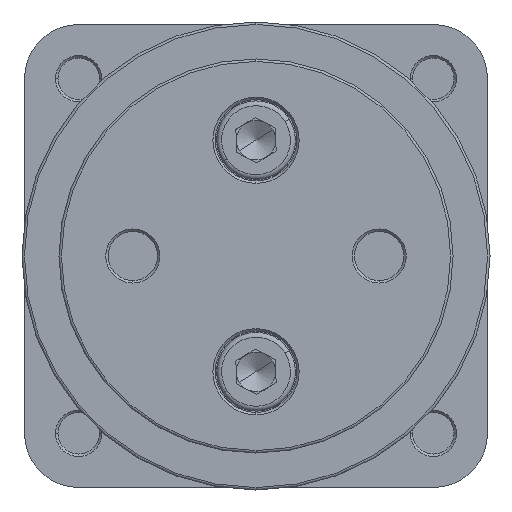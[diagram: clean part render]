
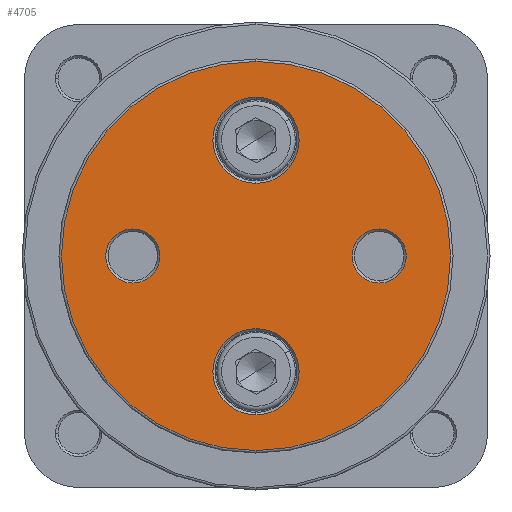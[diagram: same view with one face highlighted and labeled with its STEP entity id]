
A CAD part, left-side view. The second image highlights one B-rep face of the part: STEP entity #4705.
In plain terms, the highlighted planar face has unit normal (-1, 0, 0).
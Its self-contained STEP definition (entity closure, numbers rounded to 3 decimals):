
#117 = ORIENTED_EDGE ( 'NONE', *, *, #5060, .T. ) ;
#122 = ORIENTED_EDGE ( 'NONE', *, *, #5122, .T. ) ;
#132 = ORIENTED_EDGE ( 'NONE', *, *, #5051, .T. ) ;
#164 = ORIENTED_EDGE ( 'NONE', *, *, #5118, .T. ) ;
#192 = ORIENTED_EDGE ( 'NONE', *, *, #5375, .T. ) ;
#223 = ORIENTED_EDGE ( 'NONE', *, *, #5111, .T. ) ;
#224 = ORIENTED_EDGE ( 'NONE', *, *, #5044, .T. ) ;
#233 = ORIENTED_EDGE ( 'NONE', *, *, #5117, .T. ) ;
#270 = ORIENTED_EDGE ( 'NONE', *, *, #5123, .T. ) ;
#271 = ORIENTED_EDGE ( 'NONE', *, *, #5652, .T. ) ;
#733 = PLANE ( 'NONE',  #5817 ) ;
#740 = CARTESIAN_POINT ( 'NONE',  ( 0., 0., 0. ) ) ;
#749 = DIRECTION ( 'NONE',  ( 1., 0., 0. ) ) ;
#750 = DIRECTION ( 'NONE',  ( 0., 0., -1. ) ) ;
#1406 = CARTESIAN_POINT ( 'NONE',  ( 0., -25., 0. ) ) ;
#1407 = DIRECTION ( 'NONE',  ( 1., 0., 0. ) ) ;
#1408 = DIRECTION ( 'NONE',  ( 0., 0., -1. ) ) ;
#1425 = CARTESIAN_POINT ( 'NONE',  ( 0., 0., 23.5 ) ) ;
#1426 = DIRECTION ( 'NONE',  ( 1., 0., 0. ) ) ;
#1427 = DIRECTION ( 'NONE',  ( 0., 0., -1. ) ) ;
#1450 = CARTESIAN_POINT ( 'NONE',  ( 0., 0., -23.5 ) ) ;
#1451 = DIRECTION ( 'NONE',  ( 1., 0., 0. ) ) ;
#1452 = DIRECTION ( 'NONE',  ( 0., 0., -1. ) ) ;
#1569 = CARTESIAN_POINT ( 'NONE',  ( 0., -25., 0. ) ) ;
#1576 = DIRECTION ( 'NONE',  ( 1., 0., 0. ) ) ;
#1577 = DIRECTION ( 'NONE',  ( 0., 0., -1. ) ) ;
#1587 = CARTESIAN_POINT ( 'NONE',  ( 0., 25., 0. ) ) ;
#1593 = DIRECTION ( 'NONE',  ( 1., 0., 0. ) ) ;
#1594 = DIRECTION ( 'NONE',  ( 0., 0., -1. ) ) ;
#1595 = CARTESIAN_POINT ( 'NONE',  ( 0., 0., 23.5 ) ) ;
#1597 = DIRECTION ( 'NONE',  ( 1., 0., 0. ) ) ;
#1598 = DIRECTION ( 'NONE',  ( 0., 0., -1. ) ) ;
#1602 = CARTESIAN_POINT ( 'NONE',  ( 0., 0., 0. ) ) ;
#1608 = DIRECTION ( 'NONE',  ( -1., 0., 0. ) ) ;
#1609 = DIRECTION ( 'NONE',  ( 0., 0., -1. ) ) ;
#1610 = CARTESIAN_POINT ( 'NONE',  ( 0., 0., -23.5 ) ) ;
#1612 = DIRECTION ( 'NONE',  ( 1., 0., 0. ) ) ;
#1613 = DIRECTION ( 'NONE',  ( 0., 0., -1. ) ) ;
#1782 = AXIS2_PLACEMENT_3D ( 'NONE', #1425, #1426, #1427 ) ;
#1791 = AXIS2_PLACEMENT_3D ( 'NONE', #1450, #1451, #1452 ) ;
#1807 = AXIS2_PLACEMENT_3D ( 'NONE', #1595, #1597, #1598 ) ;
#1812 = AXIS2_PLACEMENT_3D ( 'NONE', #1569, #1576, #1577 ) ;
#1818 = AXIS2_PLACEMENT_3D ( 'NONE', #1587, #1593, #1594 ) ;
#1819 = AXIS2_PLACEMENT_3D ( 'NONE', #1610, #1612, #1613 ) ;
#1823 = AXIS2_PLACEMENT_3D ( 'NONE', #1602, #1608, #1609 ) ;
#1947 = AXIS2_PLACEMENT_3D ( 'NONE', #3402, #3407, #3408 ) ;
#2025 = AXIS2_PLACEMENT_3D ( 'NONE', #4029, #4041, #4042 ) ;
#2410 = CIRCLE ( 'NONE', #1947, 39.5 ) ;
#2881 = CIRCLE ( 'NONE', #2025, 5.5 ) ;
#3402 = CARTESIAN_POINT ( 'NONE',  ( 0., 0., 0. ) ) ;
#3407 = DIRECTION ( 'NONE',  ( -1., 0., 0. ) ) ;
#3408 = DIRECTION ( 'NONE',  ( 0., 0., -1. ) ) ;
#4029 = CARTESIAN_POINT ( 'NONE',  ( 0., 25., 0. ) ) ;
#4041 = DIRECTION ( 'NONE',  ( 1., 0., 0. ) ) ;
#4042 = DIRECTION ( 'NONE',  ( 0., 0., -1. ) ) ;
#4109 = CARTESIAN_POINT ( 'NONE',  ( 0., 0., 14.75 ) ) ;
#4121 = CARTESIAN_POINT ( 'NONE',  ( 0., 0., 32.25 ) ) ;
#4124 = CARTESIAN_POINT ( 'NONE',  ( 0., 0., -14.75 ) ) ;
#4143 = CARTESIAN_POINT ( 'NONE',  ( 0., -25., -5.5 ) ) ;
#4184 = CARTESIAN_POINT ( 'NONE',  ( 0., 0., -39.5 ) ) ;
#4188 = CARTESIAN_POINT ( 'NONE',  ( 0., 0., 39.5 ) ) ;
#4229 = CARTESIAN_POINT ( 'NONE',  ( 0., 0., -32.25 ) ) ;
#4275 = CARTESIAN_POINT ( 'NONE',  ( 0., -25., 5.5 ) ) ;
#4313 = CARTESIAN_POINT ( 'NONE',  ( 0., 25., -5.5 ) ) ;
#4325 = CARTESIAN_POINT ( 'NONE',  ( 0., 25., 5.5 ) ) ;
#4705 = ADVANCED_FACE ( 'NONE', ( #6376, #6374, #6379, #6381, #6377 ), #733, .F. ) ;
#5044 = EDGE_CURVE ( 'NONE', #8375, #8151, #6736, .T. ) ;
#5051 = EDGE_CURVE ( 'NONE', #8126, #8114, #6743, .T. ) ;
#5060 = EDGE_CURVE ( 'NONE', #8129, #8300, #6756, .T. ) ;
#5111 = EDGE_CURVE ( 'NONE', #8151, #8375, #6832, .T. ) ;
#5117 = EDGE_CURVE ( 'NONE', #8436, #8466, #6838, .T. ) ;
#5118 = EDGE_CURVE ( 'NONE', #8114, #8126, #6839, .T. ) ;
#5122 = EDGE_CURVE ( 'NONE', #8202, #8207, #6843, .T. ) ;
#5123 = EDGE_CURVE ( 'NONE', #8300, #8129, #6844, .T. ) ;
#5375 = EDGE_CURVE ( 'NONE', #8207, #8202, #2410, .T. ) ;
#5652 = EDGE_CURVE ( 'NONE', #8466, #8436, #2881, .T. ) ;
#5817 = AXIS2_PLACEMENT_3D ( 'NONE', #740, #749, #750 ) ;
#5993 = AXIS2_PLACEMENT_3D ( 'NONE', #1406, #1407, #1408 ) ;
#6374 = FACE_BOUND ( 'NONE', #7945, .T. ) ;
#6376 = FACE_OUTER_BOUND ( 'NONE', #7708, .T. ) ;
#6377 = FACE_BOUND ( 'NONE', #7911, .T. ) ;
#6379 = FACE_BOUND ( 'NONE', #7850, .T. ) ;
#6381 = FACE_BOUND ( 'NONE', #7940, .T. ) ;
#6736 = CIRCLE ( 'NONE', #5993, 5.5 ) ;
#6743 = CIRCLE ( 'NONE', #1782, 8.75 ) ;
#6756 = CIRCLE ( 'NONE', #1791, 8.75 ) ;
#6832 = CIRCLE ( 'NONE', #1812, 5.5 ) ;
#6838 = CIRCLE ( 'NONE', #1818, 5.5 ) ;
#6839 = CIRCLE ( 'NONE', #1807, 8.75 ) ;
#6843 = CIRCLE ( 'NONE', #1823, 39.5 ) ;
#6844 = CIRCLE ( 'NONE', #1819, 8.75 ) ;
#7708 = EDGE_LOOP ( 'NONE', ( #122, #192 ) ) ;
#7850 = EDGE_LOOP ( 'NONE', ( #132, #164 ) ) ;
#7911 = EDGE_LOOP ( 'NONE', ( #271, #233 ) ) ;
#7940 = EDGE_LOOP ( 'NONE', ( #224, #223 ) ) ;
#7945 = EDGE_LOOP ( 'NONE', ( #117, #270 ) ) ;
#8114 = VERTEX_POINT ( 'NONE', #4109 ) ;
#8126 = VERTEX_POINT ( 'NONE', #4121 ) ;
#8129 = VERTEX_POINT ( 'NONE', #4124 ) ;
#8151 = VERTEX_POINT ( 'NONE', #4143 ) ;
#8202 = VERTEX_POINT ( 'NONE', #4184 ) ;
#8207 = VERTEX_POINT ( 'NONE', #4188 ) ;
#8300 = VERTEX_POINT ( 'NONE', #4229 ) ;
#8375 = VERTEX_POINT ( 'NONE', #4275 ) ;
#8436 = VERTEX_POINT ( 'NONE', #4313 ) ;
#8466 = VERTEX_POINT ( 'NONE', #4325 ) ;
